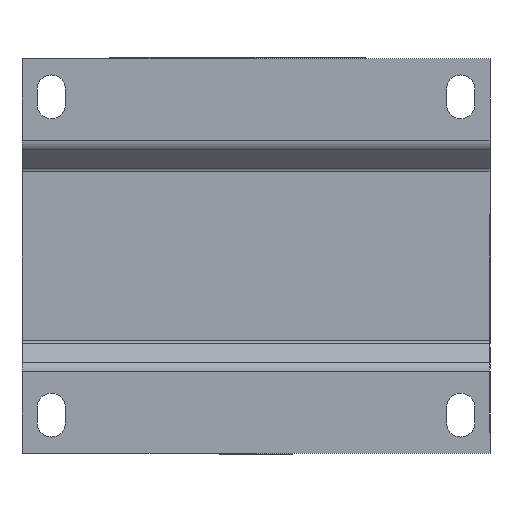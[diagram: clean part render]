
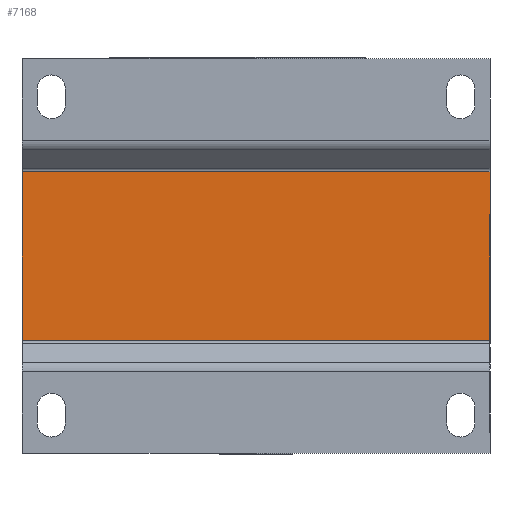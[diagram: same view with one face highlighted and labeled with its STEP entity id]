
A CAD part, front view. The second image highlights one B-rep face of the part: STEP entity #7168.
In plain terms, the highlighted planar face has unit normal (0, -1, 0).
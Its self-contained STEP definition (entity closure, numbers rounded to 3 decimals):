
#228 = VERTEX_POINT ( 'NONE', #2654 ) ;
#478 = DIRECTION ( 'NONE',  ( 0., 1., 0. ) ) ;
#785 = VERTEX_POINT ( 'NONE', #4061 ) ;
#831 = ORIENTED_EDGE ( 'NONE', *, *, #6608, .F. ) ;
#992 = VERTEX_POINT ( 'NONE', #8058 ) ;
#1191 = LINE ( 'NONE', #1709, #3008 ) ;
#1557 = LINE ( 'NONE', #3799, #3649 ) ;
#1561 = EDGE_CURVE ( 'NONE', #992, #228, #4049, .T. ) ;
#1689 = ORIENTED_EDGE ( 'NONE', *, *, #1561, .F. ) ;
#1709 = CARTESIAN_POINT ( 'NONE',  ( 48., -41.5, 40.5 ) ) ;
#1783 = FACE_OUTER_BOUND ( 'NONE', #6637, .T. ) ;
#1941 = EDGE_CURVE ( 'NONE', #6370, #992, #1557, .T. ) ;
#2091 = CARTESIAN_POINT ( 'NONE',  ( 48., -41.5, -17.25 ) ) ;
#2338 = VECTOR ( 'NONE', #8262, 1000. ) ;
#2361 = VECTOR ( 'NONE', #5283, 1000. ) ;
#2654 = CARTESIAN_POINT ( 'NONE',  ( -48., -41.5, 17.25 ) ) ;
#2886 = CARTESIAN_POINT ( 'NONE',  ( -48., -41.5, 40.5 ) ) ;
#3008 = VECTOR ( 'NONE', #3650, 1000. ) ;
#3649 = VECTOR ( 'NONE', #8293, 1000. ) ;
#3650 = DIRECTION ( 'NONE',  ( 0., 0., -1. ) ) ;
#3799 = CARTESIAN_POINT ( 'NONE',  ( 0., -41.5, -17.25 ) ) ;
#4049 = LINE ( 'NONE', #2886, #2361 ) ;
#4061 = CARTESIAN_POINT ( 'NONE',  ( 48., -41.5, 17.25 ) ) ;
#4512 = EDGE_CURVE ( 'NONE', #785, #228, #5744, .T. ) ;
#4939 = PLANE ( 'NONE',  #7367 ) ;
#5283 = DIRECTION ( 'NONE',  ( 0., 0., 1. ) ) ;
#5571 = ORIENTED_EDGE ( 'NONE', *, *, #4512, .T. ) ;
#5744 = LINE ( 'NONE', #7615, #2338 ) ;
#6370 = VERTEX_POINT ( 'NONE', #2091 ) ;
#6608 = EDGE_CURVE ( 'NONE', #785, #6370, #1191, .T. ) ;
#6637 = EDGE_LOOP ( 'NONE', ( #7476, #831, #5571, #1689 ) ) ;
#7168 = ADVANCED_FACE ( 'NONE', ( #1783 ), #4939, .F. ) ;
#7367 = AXIS2_PLACEMENT_3D ( 'NONE', #7512, #478, #7488 ) ;
#7476 = ORIENTED_EDGE ( 'NONE', *, *, #1941, .F. ) ;
#7488 = DIRECTION ( 'NONE',  ( 1., 0., 0. ) ) ;
#7512 = CARTESIAN_POINT ( 'NONE',  ( 0., -41.5, 0. ) ) ;
#7615 = CARTESIAN_POINT ( 'NONE',  ( 0., -41.5, 17.25 ) ) ;
#8058 = CARTESIAN_POINT ( 'NONE',  ( -48., -41.5, -17.25 ) ) ;
#8262 = DIRECTION ( 'NONE',  ( -1., 0., 0. ) ) ;
#8293 = DIRECTION ( 'NONE',  ( -1., 0., 0. ) ) ;
